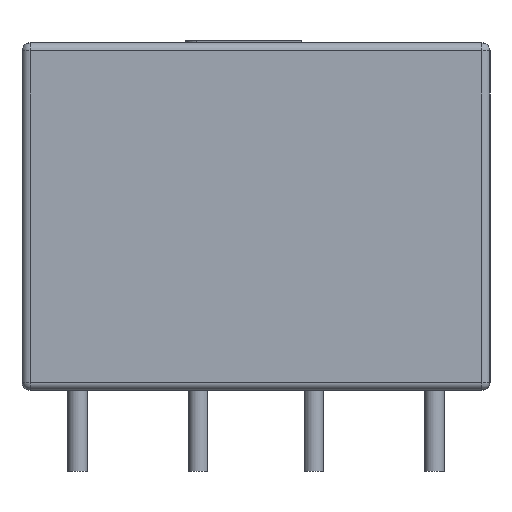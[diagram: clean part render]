
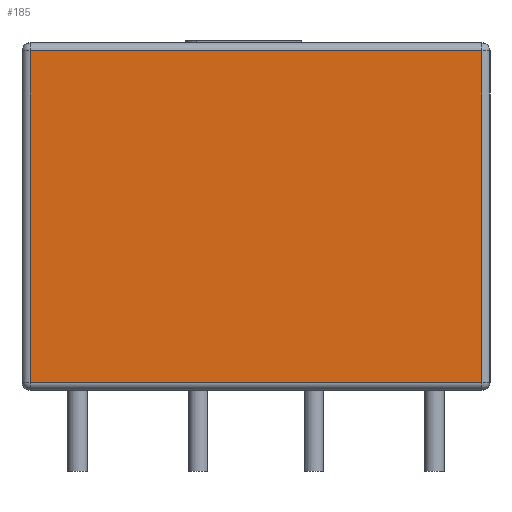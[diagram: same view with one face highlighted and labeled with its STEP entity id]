
A CAD part, left-side view. The second image highlights one B-rep face of the part: STEP entity #185.
In plain terms, the highlighted planar face has unit normal (-1, 0, 0).
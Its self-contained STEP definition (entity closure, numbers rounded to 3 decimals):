
#185 = ADVANCED_FACE('',(#186),#220,.F.);
#186 = FACE_BOUND('',#187,.T.);
#187 = EDGE_LOOP('',(#188,#198,#206,#214));
#188 = ORIENTED_EDGE('',*,*,#189,.T.);
#189 = EDGE_CURVE('',#190,#192,#194,.T.);
#190 = VERTEX_POINT('',#191);
#191 = CARTESIAN_POINT('',(-17.,9.75,14.75));
#192 = VERTEX_POINT('',#193);
#193 = CARTESIAN_POINT('',(-17.,9.75,0.45));
#194 = LINE('',#195,#196);
#195 = CARTESIAN_POINT('',(-17.,9.75,15.1));
#196 = VECTOR('',#197,1.);
#197 = DIRECTION('',(0.,0.,-1.));
#198 = ORIENTED_EDGE('',*,*,#199,.T.);
#199 = EDGE_CURVE('',#192,#200,#202,.T.);
#200 = VERTEX_POINT('',#201);
#201 = CARTESIAN_POINT('',(-17.,-9.75,0.45));
#202 = LINE('',#203,#204);
#203 = CARTESIAN_POINT('',(-17.,-10.1,0.45));
#204 = VECTOR('',#205,1.);
#205 = DIRECTION('',(0.,-1.,0.));
#206 = ORIENTED_EDGE('',*,*,#207,.T.);
#207 = EDGE_CURVE('',#200,#208,#210,.T.);
#208 = VERTEX_POINT('',#209);
#209 = CARTESIAN_POINT('',(-17.,-9.75,14.75));
#210 = LINE('',#211,#212);
#211 = CARTESIAN_POINT('',(-17.,-9.75,15.1));
#212 = VECTOR('',#213,1.);
#213 = DIRECTION('',(0.,0.,1.));
#214 = ORIENTED_EDGE('',*,*,#215,.T.);
#215 = EDGE_CURVE('',#208,#190,#216,.T.);
#216 = LINE('',#217,#218);
#217 = CARTESIAN_POINT('',(-17.,-10.1,14.75));
#218 = VECTOR('',#219,1.);
#219 = DIRECTION('',(-0.,1.,0.));
#220 = PLANE('',#221);
#221 = AXIS2_PLACEMENT_3D('',#222,#223,#224);
#222 = CARTESIAN_POINT('',(-17.,-10.1,15.1));
#223 = DIRECTION('',(1.,0.,0.));
#224 = DIRECTION('',(0.,1.,0.));
